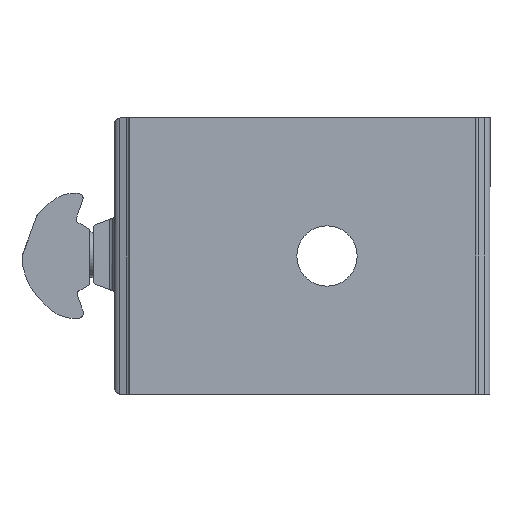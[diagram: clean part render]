
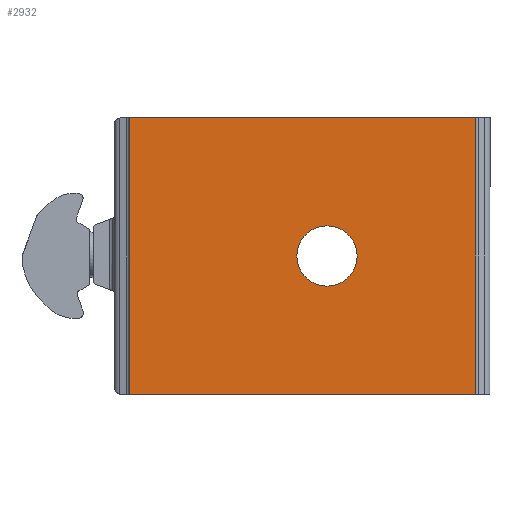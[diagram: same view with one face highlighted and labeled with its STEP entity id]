
A CAD part, front view. The second image highlights one B-rep face of the part: STEP entity #2932.
In plain terms, the highlighted planar face has unit normal (0, -1, 0).
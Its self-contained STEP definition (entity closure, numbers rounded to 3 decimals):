
#57 = CARTESIAN_POINT ( 'NONE',  ( -2.9, 0., 0. ) ) ;
#146 = DIRECTION ( 'NONE',  ( 0., -1., 0. ) ) ;
#376 = ORIENTED_EDGE ( 'NONE', *, *, #3062, .T. ) ;
#572 = LINE ( 'NONE', #962, #3854 ) ;
#646 = EDGE_CURVE ( 'NONE', #1067, #3530, #994, .T. ) ;
#724 = EDGE_CURVE ( 'NONE', #1242, #1481, #2653, .T. ) ;
#789 = DIRECTION ( 'NONE',  ( 0., 0., -1. ) ) ;
#895 = ORIENTED_EDGE ( 'NONE', *, *, #724, .T. ) ;
#962 = CARTESIAN_POINT ( 'NONE',  ( -2.9, 0., 0. ) ) ;
#994 = CIRCLE ( 'NONE', #1787, 4.25 ) ;
#1067 = VERTEX_POINT ( 'NONE', #1834 ) ;
#1224 = CARTESIAN_POINT ( 'NONE',  ( 50.933, 0., 0. ) ) ;
#1242 = VERTEX_POINT ( 'NONE', #1862 ) ;
#1412 = CARTESIAN_POINT ( 'NONE',  ( 2.167, 0., 0. ) ) ;
#1481 = VERTEX_POINT ( 'NONE', #2408 ) ;
#1615 = ORIENTED_EDGE ( 'NONE', *, *, #2172, .T. ) ;
#1717 = LINE ( 'NONE', #1224, #2278 ) ;
#1787 = AXIS2_PLACEMENT_3D ( 'NONE', #3339, #146, #789 ) ;
#1815 = EDGE_CURVE ( 'NONE', #3530, #1067, #3292, .T. ) ;
#1834 = CARTESIAN_POINT ( 'NONE',  ( 30., 0., -23.75 ) ) ;
#1841 = DIRECTION ( 'NONE',  ( 1., 0., 0. ) ) ;
#1862 = CARTESIAN_POINT ( 'NONE',  ( 2.167, 0., -39. ) ) ;
#1882 = VERTEX_POINT ( 'NONE', #2626 ) ;
#1915 = CARTESIAN_POINT ( 'NONE',  ( 30., 0., -15.25 ) ) ;
#2172 = EDGE_CURVE ( 'NONE', #1481, #1882, #1717, .T. ) ;
#2180 = AXIS2_PLACEMENT_3D ( 'NONE', #3896, #2305, #2645 ) ;
#2217 = EDGE_CURVE ( 'NONE', #3902, #1882, #572, .T. ) ;
#2228 = FACE_OUTER_BOUND ( 'NONE', #3615, .T. ) ;
#2239 = ORIENTED_EDGE ( 'NONE', *, *, #1815, .F. ) ;
#2278 = VECTOR ( 'NONE', #3459, 1000. ) ;
#2305 = DIRECTION ( 'NONE',  ( 0., -1., 0. ) ) ;
#2308 = PLANE ( 'NONE',  #3570 ) ;
#2352 = DIRECTION ( 'NONE',  ( 0., 1., 0. ) ) ;
#2372 = DIRECTION ( 'NONE',  ( 0., 0., -1. ) ) ;
#2408 = CARTESIAN_POINT ( 'NONE',  ( 50.933, 0., -39. ) ) ;
#2447 = VECTOR ( 'NONE', #1841, 1000. ) ;
#2626 = CARTESIAN_POINT ( 'NONE',  ( 50.933, 0., 0. ) ) ;
#2645 = DIRECTION ( 'NONE',  ( 0., 0., -1. ) ) ;
#2653 = LINE ( 'NONE', #3450, #2447 ) ;
#2675 = DIRECTION ( 'NONE',  ( 0., 0., 1. ) ) ;
#2932 = ADVANCED_FACE ( 'NONE', ( #3996, #2228 ), #2308, .F. ) ;
#2957 = EDGE_LOOP ( 'NONE', ( #3581, #2239 ) ) ;
#2985 = VECTOR ( 'NONE', #2372, 1000. ) ;
#3062 = EDGE_CURVE ( 'NONE', #3902, #1242, #3895, .T. ) ;
#3187 = CARTESIAN_POINT ( 'NONE',  ( 2.167, 0., 0. ) ) ;
#3215 = ORIENTED_EDGE ( 'NONE', *, *, #2217, .F. ) ;
#3292 = CIRCLE ( 'NONE', #2180, 4.25 ) ;
#3339 = CARTESIAN_POINT ( 'NONE',  ( 30., 0., -19.5 ) ) ;
#3450 = CARTESIAN_POINT ( 'NONE',  ( 28.555, 0., -39. ) ) ;
#3459 = DIRECTION ( 'NONE',  ( 0., 0., 1. ) ) ;
#3530 = VERTEX_POINT ( 'NONE', #1915 ) ;
#3570 = AXIS2_PLACEMENT_3D ( 'NONE', #57, #2352, #2675 ) ;
#3581 = ORIENTED_EDGE ( 'NONE', *, *, #646, .F. ) ;
#3615 = EDGE_LOOP ( 'NONE', ( #376, #895, #1615, #3215 ) ) ;
#3854 = VECTOR ( 'NONE', #3874, 1000. ) ;
#3874 = DIRECTION ( 'NONE',  ( 1., 0., 0. ) ) ;
#3895 = LINE ( 'NONE', #1412, #2985 ) ;
#3896 = CARTESIAN_POINT ( 'NONE',  ( 30., 0., -19.5 ) ) ;
#3902 = VERTEX_POINT ( 'NONE', #3187 ) ;
#3996 = FACE_BOUND ( 'NONE', #2957, .T. ) ;
